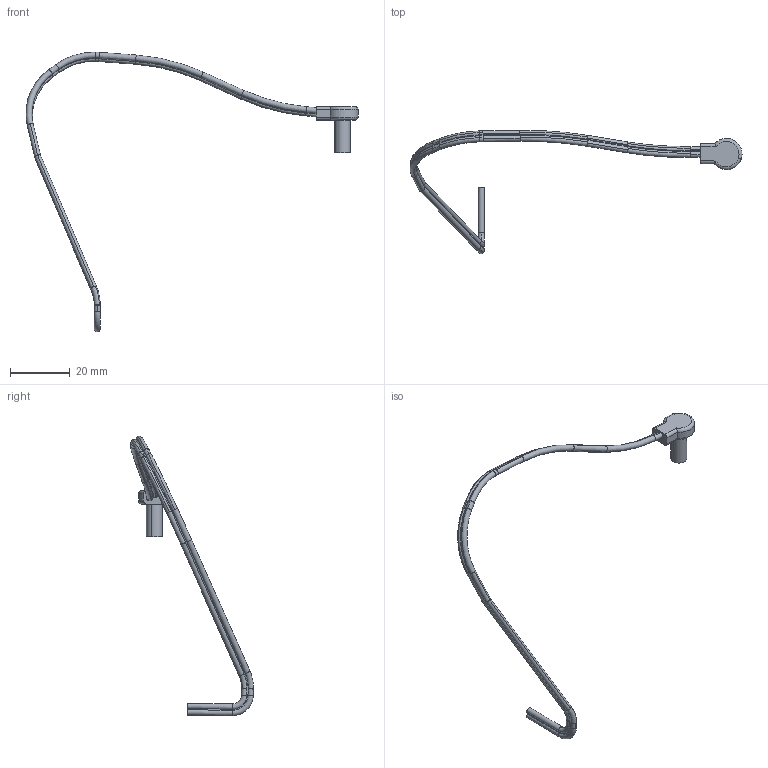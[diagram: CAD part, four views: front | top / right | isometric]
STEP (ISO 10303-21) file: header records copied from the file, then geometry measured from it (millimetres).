
FILE_DESCRIPTION (( 'STEP AP214' ), '1' );
FILE_NAME ('ExploreRobotBatteryCable.STEP', '2021-12-21T12:43:23', ( '' ), ( '' ), 'SwSTEP 2.0', 'SolidWorks 2019', '' );
FILE_SCHEMA (( 'AUTOMOTIVE_DESIGN' ));
Length unit declared in the file: millimetre
Products named in the file (1): ExploreRobotBatteryCable
Bounding box: 111.31 x 41.21 x 93.73 mm (x, y, z)
Volume: 2084 mm3; surface area: 2831.9 mm2
Topology: 1 solids, 1 shells, 129 faces, 307 edges, 182 vertices
Faces by surface type: torus 49, cylinder 43, plane 23, cone 14
Entity records: 3811 total; most frequent: DIRECTION 746, CARTESIAN_POINT 684, ORIENTED_EDGE 614, AXIS2_PLACEMENT_3D 323, EDGE_CURVE 307, CIRCLE 193, VERTEX_POINT 182, EDGE_LOOP 131
